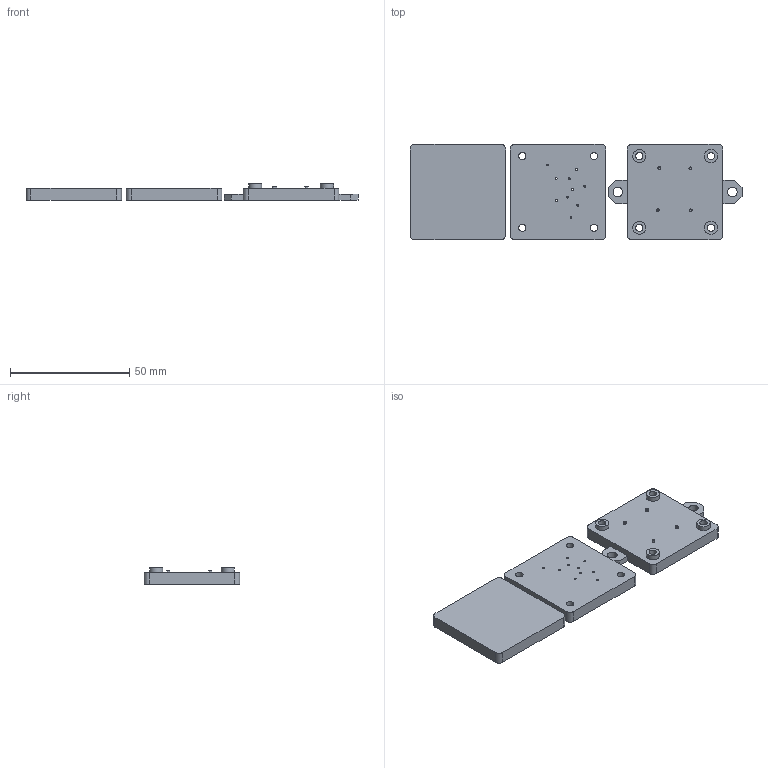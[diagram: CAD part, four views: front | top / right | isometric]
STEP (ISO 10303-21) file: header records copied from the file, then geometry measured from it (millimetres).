
FILE_DESCRIPTION(/* description */ (''),/* implementation_level */ '2;1');
FILE_NAME(/* name */ 'F91_Programming-jig.step',/* time_stamp */ '2022-07-31T15:10:27-07:00',/* author */ (''),/* organization */ (''),/* preprocessor_version */ 'ST-DEVELOPER v19',/* originating_system */ 'Autodesk Translation Framework v11.7.0.108',/* authorisation */ '');
FILE_SCHEMA (('AUTOMOTIVE_DESIGN { 1 0 10303 214 3 1 1 }'));
Length unit declared in the file: millimetre
Products named in the file (1): F91_Programming-Jig-V2
Bounding box: 139 x 40 x 7 mm (x, y, z)
Volume: 23984.4 mm3; surface area: 12990.5 mm2
Topology: 3 solids, 3 shells, 90 faces, 216 edges, 144 vertices
Faces by surface type: cylinder 44, plane 42, torus 4
Full cylindrical faces by diameter (mm): 0.8 x10, 1.2 x4, 3.05 x8, 3.06 x4, 4 x2, 5.5 x4
Entity records: 2771 total; most frequent: DIRECTION 498, CARTESIAN_POINT 451, ORIENTED_EDGE 432, EDGE_CURVE 216, AXIS2_PLACEMENT_3D 191, VERTEX_POINT 144, EDGE_LOOP 142, LINE 116
